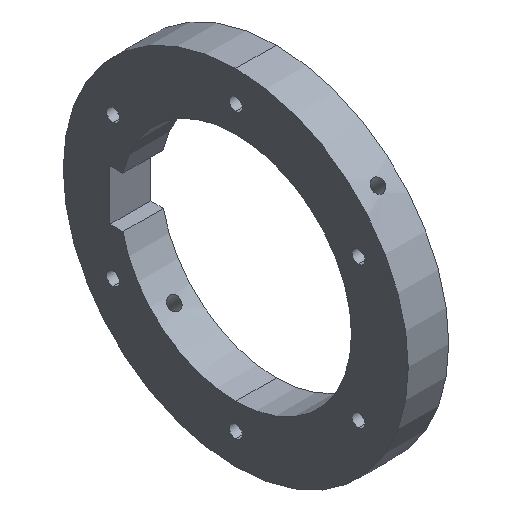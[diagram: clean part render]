
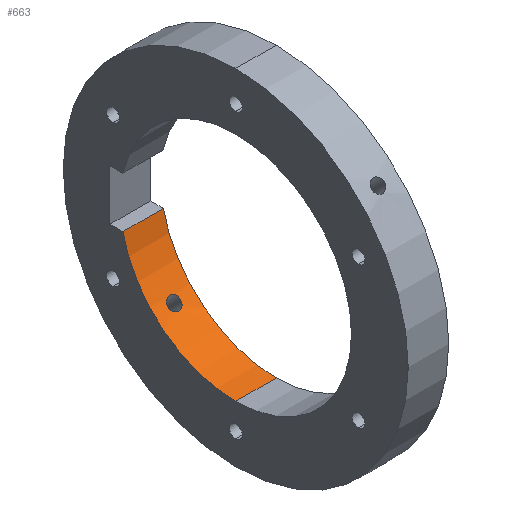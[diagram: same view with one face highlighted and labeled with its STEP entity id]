
A CAD part, isometric view. The second image highlights one B-rep face of the part: STEP entity #663.
In plain terms, the highlighted cylindrical face has radius 28.575 mm (diameter 57.15 mm), a partial arc.
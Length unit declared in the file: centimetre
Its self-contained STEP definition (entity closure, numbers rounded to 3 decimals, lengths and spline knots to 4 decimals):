
#28 = ORIENTED_EDGE ( 'NONE', *, *, #209, .F. ) ;
#31 = DIRECTION ( 'NONE',  ( -1., 0., 0. ) ) ;
#36 = CARTESIAN_POINT ( 'NONE',  ( 5.6195, 1.9449, -2.0935 ) ) ;
#52 = CARTESIAN_POINT ( 'NONE',  ( 5.6587, 2.0131, -2.0281 ) ) ;
#71 = ORIENTED_EDGE ( 'NONE', *, *, #1195, .T. ) ;
#99 = VECTOR ( 'NONE', #31, 100. ) ;
#102 = CARTESIAN_POINT ( 'NONE',  ( 5.3573, 1.9702, -2.0697 ) ) ;
#110 = CARTESIAN_POINT ( 'NONE',  ( 5.4032, 2.1079, -1.9293 ) ) ;
#130 = DIRECTION ( 'NONE',  ( 0., 0., 1. ) ) ;
#158 = ORIENTED_EDGE ( 'NONE', *, *, #591, .T. ) ;
#162 = FACE_BOUND ( 'NONE', #1281, .T. ) ;
#179 = AXIS2_PLACEMENT_3D ( 'NONE', #1138, #1022, #130 ) ;
#198 = CARTESIAN_POINT ( 'NONE',  ( 5.4296, 1.9171, -2.1189 ) ) ;
#207 = DIRECTION ( 'NONE',  ( 0., 0., 1. ) ) ;
#209 = EDGE_CURVE ( 'NONE', #649, #687, #493, .T. ) ;
#211 = CARTESIAN_POINT ( 'NONE',  ( 5.395, 2.1033, -1.9343 ) ) ;
#220 = CARTESIAN_POINT ( 'NONE',  ( 5.4589, 2.1263, -1.909 ) ) ;
#226 = CARTESIAN_POINT ( 'NONE',  ( 5.4205, 2.1156, -1.9208 ) ) ;
#237 = CARTESIAN_POINT ( 'NONE',  ( 5., 0., 0. ) ) ;
#249 = CARTESIAN_POINT ( 'NONE',  ( 5.6427, 2.0697, -1.9702 ) ) ;
#259 = CARTESIAN_POINT ( 'NONE',  ( 5.6588, 2.0353, -2.0058 ) ) ;
#265 = VERTEX_POINT ( 'NONE', #1409 ) ;
#266 = CARTESIAN_POINT ( 'NONE',  ( 5.6197, 2.0933, -1.9451 ) ) ;
#322 = CARTESIAN_POINT ( 'NONE',  ( 5., 0., -2.8575 ) ) ;
#325 = CARTESIAN_POINT ( 'NONE',  ( 6., 0., 0. ) ) ;
#357 = CARTESIAN_POINT ( 'NONE',  ( 5.6263, 2.0878, -1.9511 ) ) ;
#368 = CARTESIAN_POINT ( 'NONE',  ( 5.6378, 2.0759, -1.9636 ) ) ;
#378 = FACE_OUTER_BOUND ( 'NONE', #987, .T. ) ;
#381 = CARTESIAN_POINT ( 'NONE',  ( 5.5418, 2.1269, -1.9083 ) ) ;
#391 = CARTESIAN_POINT ( 'NONE',  ( 5., 2.7883, -0.625 ) ) ;
#421 = CARTESIAN_POINT ( 'NONE',  ( 5.4895, 2.1297, -1.9052 ) ) ;
#424 = EDGE_CURVE ( 'NONE', #265, #1073, #683, .T. ) ;
#435 = CARTESIAN_POINT ( 'NONE',  ( 5.4488, 2.1243, -1.9112 ) ) ;
#442 = CARTESIAN_POINT ( 'NONE',  ( 5.4032, 1.9293, -2.1078 ) ) ;
#462 = CARTESIAN_POINT ( 'NONE',  ( 5.5, 2.1297, -1.9052 ) ) ;
#489 = CARTESIAN_POINT ( 'NONE',  ( 5.5207, 1.9052, -2.1297 ) ) ;
#493 = B_SPLINE_CURVE_WITH_KNOTS ( 'NONE', 3,
 ( #1041, #489, #1048, #822, #923, #36, #1252, #1142, #1257, #594, #930, #1024, #52, #259, #1374, #249, #368, #357, #266, #1368, #706, #381, #701, #1266 ),
 .UNSPECIFIED., .F., .F.,
 ( 4, 2, 2, 2, 2, 2, 2, 2, 2, 2, 2, 4 ),
 ( 0.005, 0.0056, 0.0062, 0.0065, 0.0068, 0.0071, 0.0074, 0.0081, 0.0084, 0.0087, 0.0093, 0.0099 ),
 .UNSPECIFIED. ) ;
#521 = CARTESIAN_POINT ( 'NONE',  ( 5.4791, 1.906, -2.129 ) ) ;
#537 = CARTESIAN_POINT ( 'NONE',  ( 5.3738, 1.951, -2.0879 ) ) ;
#563 = ORIENTED_EDGE ( 'NONE', *, *, #1323, .F. ) ;
#591 = EDGE_CURVE ( 'NONE', #265, #1334, #1119, .T. ) ;
#594 = CARTESIAN_POINT ( 'NONE',  ( 5.6506, 1.984, -2.0565 ) ) ;
#598 = CYLINDRICAL_SURFACE ( 'NONE', #179, 2.8575 ) ;
#608 = ORIENTED_EDGE ( 'NONE', *, *, #964, .F. ) ;
#644 = CARTESIAN_POINT ( 'NONE',  ( 5.4792, 2.129, -1.906 ) ) ;
#649 = VERTEX_POINT ( 'NONE', #1013 ) ;
#650 = CARTESIAN_POINT ( 'NONE',  ( 5.3731, 2.0884, -1.9504 ) ) ;
#663 = ADVANCED_FACE ( 'NONE', ( #378, #162 ), #598, .F. ) ;
#665 = AXIS2_PLACEMENT_3D ( 'NONE', #237, #784, #1003 ) ;
#683 = CIRCLE ( 'NONE', #937, 2.8575 ) ;
#687 = VERTEX_POINT ( 'NONE', #462 ) ;
#701 = CARTESIAN_POINT ( 'NONE',  ( 5.521, 2.1297, -1.9052 ) ) ;
#706 = CARTESIAN_POINT ( 'NONE',  ( 5.58, 2.1162, -1.9201 ) ) ;
#713 = LINE ( 'NONE', #1064, #1424 ) ;
#749 = CARTESIAN_POINT ( 'NONE',  ( 5.5, 1.9052, -2.1297 ) ) ;
#775 = CARTESIAN_POINT ( 'NONE',  ( 5.4588, 1.909, -2.1263 ) ) ;
#784 = DIRECTION ( 'NONE',  ( -1., 0., 0. ) ) ;
#822 = CARTESIAN_POINT ( 'NONE',  ( 5.5798, 1.9201, -2.1163 ) ) ;
#832 = DIRECTION ( 'NONE',  ( -1., 0., 0. ) ) ;
#861 = DIRECTION ( 'NONE',  ( -1., 0., 0. ) ) ;
#862 = CARTESIAN_POINT ( 'NONE',  ( 5.3613, 2.0763, -1.9633 ) ) ;
#875 = CARTESIAN_POINT ( 'NONE',  ( 5.3623, 1.9635, -2.0761 ) ) ;
#882 = CARTESIAN_POINT ( 'NONE',  ( 5.4204, 1.9208, -2.1156 ) ) ;
#889 = VERTEX_POINT ( 'NONE', #322 ) ;
#923 = CARTESIAN_POINT ( 'NONE',  ( 5.5975, 1.9288, -2.1084 ) ) ;
#927 = CARTESIAN_POINT ( 'NONE',  ( 0., 2.7883, -0.625 ) ) ;
#930 = CARTESIAN_POINT ( 'NONE',  ( 5.6537, 1.9912, -2.0495 ) ) ;
#937 = AXIS2_PLACEMENT_3D ( 'NONE', #325, #861, #207 ) ;
#964 = EDGE_CURVE ( 'NONE', #687, #649, #997, .T. ) ;
#967 = CARTESIAN_POINT ( 'NONE',  ( 5.4896, 1.9052, -2.1297 ) ) ;
#986 = CARTESIAN_POINT ( 'NONE',  ( 5.3412, 2.0133, -2.0278 ) ) ;
#987 = EDGE_LOOP ( 'NONE', ( #563, #1135, #158, #71 ) ) ;
#994 = CARTESIAN_POINT ( 'NONE',  ( 5.3423, 2.0058, -2.0352 ) ) ;
#997 = B_SPLINE_CURVE_WITH_KNOTS ( 'NONE', 3,
 ( #1305, #421, #644, #220, #435, #1103, #226, #110, #211, #650, #862, #1090, #1096, #986, #994, #1190, #1078, #102, #875, #537, #1316, #1431, #442, #882, #198, #1325, #775, #521, #967, #749 ),
 .UNSPECIFIED., .F., .F.,
 ( 4, 2, 2, 2, 2, 2, 2, 2, 2, 2, 2, 2, 2, 2, 4 ),
 ( 0., 0.0003, 0.0006, 0.0009, 0.0012, 0.0019, 0.0025, 0.0028, 0.0031, 0.0034, 0.0037, 0.004, 0.0043, 0.0047, 0.005 ),
 .UNSPECIFIED. ) ;
#1003 = DIRECTION ( 'NONE',  ( 0., 0., 1. ) ) ;
#1013 = CARTESIAN_POINT ( 'NONE',  ( 5.5, 1.9052, -2.1297 ) ) ;
#1022 = DIRECTION ( 'NONE',  ( -1., 0., 0. ) ) ;
#1024 = CARTESIAN_POINT ( 'NONE',  ( 5.6577, 2.0057, -2.0353 ) ) ;
#1041 = CARTESIAN_POINT ( 'NONE',  ( 5.5, 1.9052, -2.1297 ) ) ;
#1048 = CARTESIAN_POINT ( 'NONE',  ( 5.5416, 1.9083, -2.1269 ) ) ;
#1064 = CARTESIAN_POINT ( 'NONE',  ( 0., 0., -2.8575 ) ) ;
#1073 = VERTEX_POINT ( 'NONE', #1227 ) ;
#1078 = CARTESIAN_POINT ( 'NONE',  ( 5.3493, 1.9841, -2.0564 ) ) ;
#1090 = CARTESIAN_POINT ( 'NONE',  ( 5.3454, 2.0499, -1.9909 ) ) ;
#1096 = CARTESIAN_POINT ( 'NONE',  ( 5.3413, 2.0352, -2.0059 ) ) ;
#1103 = CARTESIAN_POINT ( 'NONE',  ( 5.4296, 2.1189, -1.9172 ) ) ;
#1119 = LINE ( 'NONE', #927, #99 ) ;
#1135 = ORIENTED_EDGE ( 'NONE', *, *, #424, .F. ) ;
#1138 = CARTESIAN_POINT ( 'NONE',  ( 0., 0., 0. ) ) ;
#1142 = CARTESIAN_POINT ( 'NONE',  ( 5.6377, 1.9635, -2.0761 ) ) ;
#1177 = CIRCLE ( 'NONE', #665, 2.8575 ) ;
#1190 = CARTESIAN_POINT ( 'NONE',  ( 5.3463, 1.9912, -2.0495 ) ) ;
#1195 = EDGE_CURVE ( 'NONE', #1334, #889, #1177, .T. ) ;
#1227 = CARTESIAN_POINT ( 'NONE',  ( 6., 0., -2.8575 ) ) ;
#1252 = CARTESIAN_POINT ( 'NONE',  ( 5.6262, 1.9509, -2.0879 ) ) ;
#1257 = CARTESIAN_POINT ( 'NONE',  ( 5.6426, 1.9701, -2.0698 ) ) ;
#1266 = CARTESIAN_POINT ( 'NONE',  ( 5.5, 2.1297, -1.9052 ) ) ;
#1281 = EDGE_LOOP ( 'NONE', ( #608, #28 ) ) ;
#1305 = CARTESIAN_POINT ( 'NONE',  ( 5.5, 2.1297, -1.9052 ) ) ;
#1316 = CARTESIAN_POINT ( 'NONE',  ( 5.3803, 1.9451, -2.0933 ) ) ;
#1323 = EDGE_CURVE ( 'NONE', #1073, #889, #713, .T. ) ;
#1325 = CARTESIAN_POINT ( 'NONE',  ( 5.4489, 1.9112, -2.1243 ) ) ;
#1334 = VERTEX_POINT ( 'NONE', #391 ) ;
#1368 = CARTESIAN_POINT ( 'NONE',  ( 5.5977, 2.1083, -1.9289 ) ) ;
#1374 = CARTESIAN_POINT ( 'NONE',  ( 5.6547, 2.0497, -1.9911 ) ) ;
#1409 = CARTESIAN_POINT ( 'NONE',  ( 6., 2.7883, -0.625 ) ) ;
#1424 = VECTOR ( 'NONE', #832, 100. ) ;
#1431 = CARTESIAN_POINT ( 'NONE',  ( 5.3951, 1.9342, -2.1034 ) ) ;
